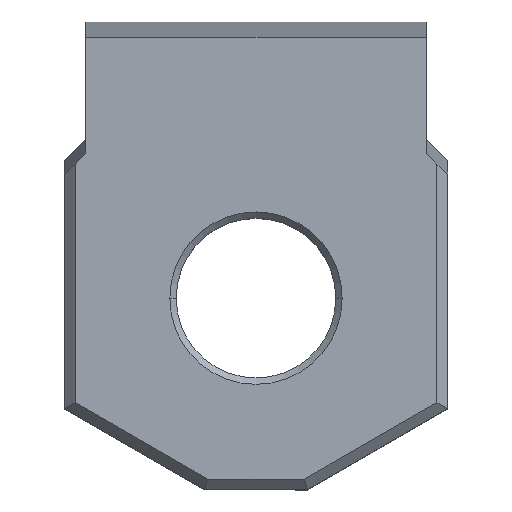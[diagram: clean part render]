
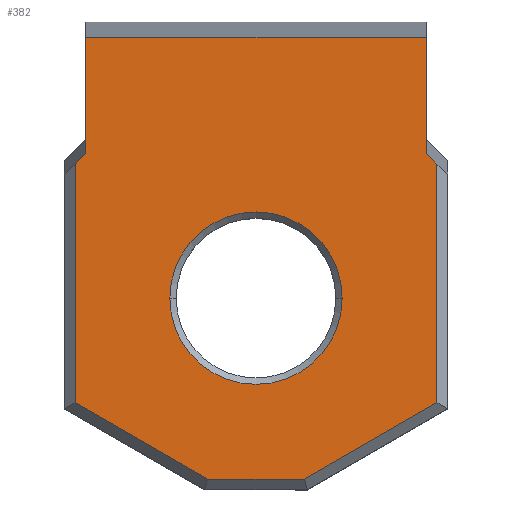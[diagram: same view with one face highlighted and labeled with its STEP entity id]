
A CAD part, top view. The second image highlights one B-rep face of the part: STEP entity #382.
In plain terms, the highlighted planar face has unit normal (0, 0, 1).
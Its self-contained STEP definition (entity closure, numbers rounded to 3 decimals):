
#1 = AXIS2_PLACEMENT_3D ( 'NONE', #1487, #201, #788 ) ;
#5 = CIRCLE ( 'NONE', #1, 4.05 ) ;
#27 = ORIENTED_EDGE ( 'NONE', *, *, #129, .T. ) ;
#61 = LINE ( 'NONE', #645, #1296 ) ;
#86 = ORIENTED_EDGE ( 'NONE', *, *, #123, .T. ) ;
#98 = CARTESIAN_POINT ( 'NONE',  ( -8.009, 21.266, 14. ) ) ;
#107 = LINE ( 'NONE', #693, #885 ) ;
#113 = VECTOR ( 'NONE', #1154, 1000. ) ;
#123 = EDGE_CURVE ( 'NONE', #509, #322, #1417, .T. ) ;
#129 = EDGE_CURVE ( 'NONE', #1584, #776, #1831, .T. ) ;
#133 = CARTESIAN_POINT ( 'NONE',  ( 0., 0.5, 14. ) ) ;
#153 = DIRECTION ( 'NONE',  ( -0.71, -0.704, 0. ) ) ;
#171 = CARTESIAN_POINT ( 'NONE',  ( 8.009, 15.787, 14. ) ) ;
#201 = DIRECTION ( 'NONE',  ( 0., 0., -1. ) ) ;
#222 = EDGE_CURVE ( 'NONE', #469, #1199, #1168, .T. ) ;
#244 = DIRECTION ( 'NONE',  ( 0., 1., 0. ) ) ;
#322 = VERTEX_POINT ( 'NONE', #622 ) ;
#338 = CARTESIAN_POINT ( 'NONE',  ( 0., 0., 14. ) ) ;
#351 = ORIENTED_EDGE ( 'NONE', *, *, #1750, .T. ) ;
#371 = VERTEX_POINT ( 'NONE', #1758 ) ;
#382 = ADVANCED_FACE ( 'NONE', ( #489, #1070 ), #1626, .F. ) ;
#398 = VECTOR ( 'NONE', #454, 1000. ) ;
#423 = DIRECTION ( 'NONE',  ( 0., 0., -1. ) ) ;
#435 = VECTOR ( 'NONE', #488, 1000. ) ;
#438 = VERTEX_POINT ( 'NONE', #793 ) ;
#454 = DIRECTION ( 'NONE',  ( 0., -1., 0. ) ) ;
#460 = VECTOR ( 'NONE', #714, 1000. ) ;
#469 = VERTEX_POINT ( 'NONE', #98 ) ;
#488 = DIRECTION ( 'NONE',  ( 0.71, -0.704, 0. ) ) ;
#489 = FACE_OUTER_BOUND ( 'NONE', #929, .T. ) ;
#502 = EDGE_CURVE ( 'NONE', #322, #1516, #107, .T. ) ;
#509 = VERTEX_POINT ( 'NONE', #1812 ) ;
#515 = EDGE_CURVE ( 'NONE', #1608, #438, #550, .T. ) ;
#550 = LINE ( 'NONE', #1130, #852 ) ;
#567 = LINE ( 'NONE', #1150, #1570 ) ;
#570 = CARTESIAN_POINT ( 'NONE',  ( -8.5, 0., 14. ) ) ;
#592 = CARTESIAN_POINT ( 'NONE',  ( 8.5, 4.093, 14. ) ) ;
#622 = CARTESIAN_POINT ( 'NONE',  ( 2.278, 0.5, 14. ) ) ;
#645 = CARTESIAN_POINT ( 'NONE',  ( 0., 21.266, 14. ) ) ;
#666 = ORIENTED_EDGE ( 'NONE', *, *, #1270, .T. ) ;
#693 = CARTESIAN_POINT ( 'NONE',  ( 0.353, -0.611, 14. ) ) ;
#699 = ORIENTED_EDGE ( 'NONE', *, *, #1505, .T. ) ;
#707 = EDGE_LOOP ( 'NONE', ( #351, #1496 ) ) ;
#714 = DIRECTION ( 'NONE',  ( 1., 0., 0. ) ) ;
#776 = VERTEX_POINT ( 'NONE', #1135 ) ;
#787 = VERTEX_POINT ( 'NONE', #1826 ) ;
#788 = DIRECTION ( 'NONE',  ( -1., 0., 0. ) ) ;
#793 = CARTESIAN_POINT ( 'NONE',  ( 8.009, 21.266, 14. ) ) ;
#852 = VECTOR ( 'NONE', #1689, 1000. ) ;
#883 = LINE ( 'NONE', #1438, #1145 ) ;
#885 = VECTOR ( 'NONE', #1263, 1000. ) ;
#900 = ORIENTED_EDGE ( 'NONE', *, *, #950, .F. ) ;
#927 = DIRECTION ( 'NONE',  ( 0., 0., -1. ) ) ;
#929 = EDGE_LOOP ( 'NONE', ( #699, #27, #666, #86, #1013, #962, #900, #1215, #1080, #1642 ) ) ;
#950 = EDGE_CURVE ( 'NONE', #1608, #371, #1205, .T. ) ;
#962 = ORIENTED_EDGE ( 'NONE', *, *, #1172, .T. ) ;
#981 = LINE ( 'NONE', #1539, #1675 ) ;
#986 = AXIS2_PLACEMENT_3D ( 'NONE', #1704, #423, #1012 ) ;
#1008 = CIRCLE ( 'NONE', #986, 4.05 ) ;
#1012 = DIRECTION ( 'NONE',  ( -1., 0., 0. ) ) ;
#1013 = ORIENTED_EDGE ( 'NONE', *, *, #502, .T. ) ;
#1042 = AXIS2_PLACEMENT_3D ( 'NONE', #338, #927, #1483 ) ;
#1070 = FACE_BOUND ( 'NONE', #707, .T. ) ;
#1080 = ORIENTED_EDGE ( 'NONE', *, *, #1754, .T. ) ;
#1130 = CARTESIAN_POINT ( 'NONE',  ( 8.009, 22., 14. ) ) ;
#1135 = CARTESIAN_POINT ( 'NONE',  ( -8.5, 4.093, 14. ) ) ;
#1145 = VECTOR ( 'NONE', #153, 1000. ) ;
#1150 = CARTESIAN_POINT ( 'NONE',  ( -0.353, -0.611, 14. ) ) ;
#1154 = DIRECTION ( 'NONE',  ( 0., -1., 0. ) ) ;
#1168 = LINE ( 'NONE', #1721, #398 ) ;
#1172 = EDGE_CURVE ( 'NONE', #1516, #371, #981, .T. ) ;
#1199 = VERTEX_POINT ( 'NONE', #1690 ) ;
#1205 = LINE ( 'NONE', #1757, #435 ) ;
#1215 = ORIENTED_EDGE ( 'NONE', *, *, #515, .T. ) ;
#1216 = DIRECTION ( 'NONE',  ( -1., 0., 0. ) ) ;
#1263 = DIRECTION ( 'NONE',  ( 0.866, 0.5, 0. ) ) ;
#1270 = EDGE_CURVE ( 'NONE', #776, #509, #567, .T. ) ;
#1273 = CARTESIAN_POINT ( 'NONE',  ( -4.05, 9., 14. ) ) ;
#1296 = VECTOR ( 'NONE', #1216, 1000. ) ;
#1345 = VERTEX_POINT ( 'NONE', #1273 ) ;
#1404 = EDGE_CURVE ( 'NONE', #1345, #787, #1008, .T. ) ;
#1417 = LINE ( 'NONE', #133, #460 ) ;
#1438 = CARTESIAN_POINT ( 'NONE',  ( -11.861, 11.971, 14. ) ) ;
#1483 = DIRECTION ( 'NONE',  ( -1., 0., 0. ) ) ;
#1487 = CARTESIAN_POINT ( 'NONE',  ( 0., 9., 14. ) ) ;
#1496 = ORIENTED_EDGE ( 'NONE', *, *, #1404, .T. ) ;
#1505 = EDGE_CURVE ( 'NONE', #1199, #1584, #883, .T. ) ;
#1516 = VERTEX_POINT ( 'NONE', #592 ) ;
#1539 = CARTESIAN_POINT ( 'NONE',  ( 8.5, 0., 14. ) ) ;
#1570 = VECTOR ( 'NONE', #1705, 1000. ) ;
#1584 = VERTEX_POINT ( 'NONE', #1733 ) ;
#1608 = VERTEX_POINT ( 'NONE', #171 ) ;
#1626 = PLANE ( 'NONE',  #1042 ) ;
#1642 = ORIENTED_EDGE ( 'NONE', *, *, #222, .T. ) ;
#1675 = VECTOR ( 'NONE', #244, 1000. ) ;
#1689 = DIRECTION ( 'NONE',  ( 0., 1., 0. ) ) ;
#1690 = CARTESIAN_POINT ( 'NONE',  ( -8.009, 15.787, 14. ) ) ;
#1704 = CARTESIAN_POINT ( 'NONE',  ( 0., 9., 14. ) ) ;
#1705 = DIRECTION ( 'NONE',  ( 0.866, -0.5, 0. ) ) ;
#1721 = CARTESIAN_POINT ( 'NONE',  ( -8.009, 22., 14. ) ) ;
#1733 = CARTESIAN_POINT ( 'NONE',  ( -8.5, 15.301, 14. ) ) ;
#1750 = EDGE_CURVE ( 'NONE', #787, #1345, #5, .T. ) ;
#1754 = EDGE_CURVE ( 'NONE', #438, #469, #61, .T. ) ;
#1757 = CARTESIAN_POINT ( 'NONE',  ( 11.861, 11.971, 14. ) ) ;
#1758 = CARTESIAN_POINT ( 'NONE',  ( 8.5, 15.301, 14. ) ) ;
#1812 = CARTESIAN_POINT ( 'NONE',  ( -2.278, 0.5, 14. ) ) ;
#1826 = CARTESIAN_POINT ( 'NONE',  ( 4.05, 9., 14. ) ) ;
#1831 = LINE ( 'NONE', #570, #113 ) ;
